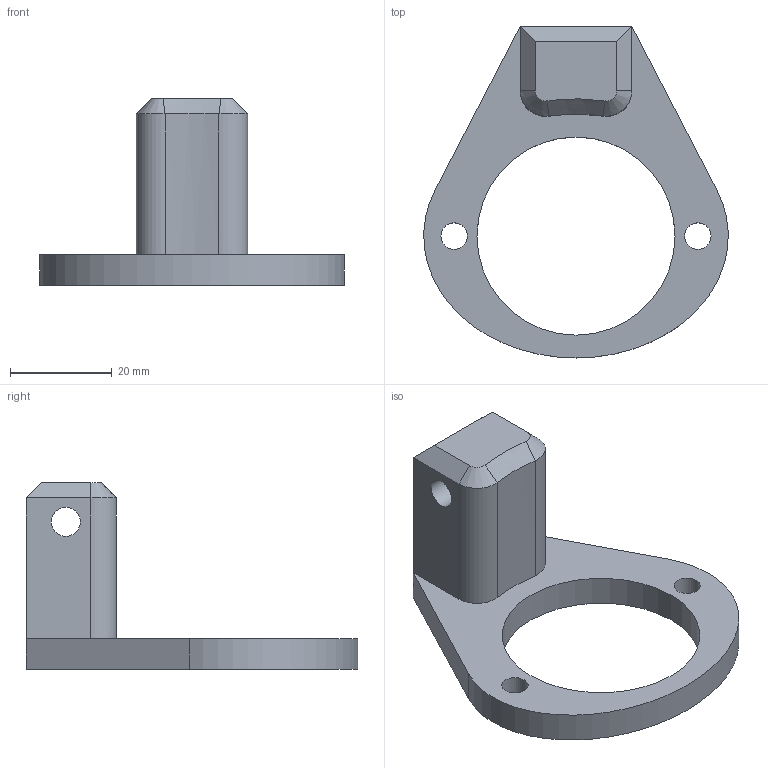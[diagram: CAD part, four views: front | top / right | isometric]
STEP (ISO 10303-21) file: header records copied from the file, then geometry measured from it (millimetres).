
FILE_DESCRIPTION(/* description */ (''),/* implementation_level */ '2;1');
FILE_NAME(/* name */ 'PulleyStand_04.step',/* time_stamp */ '2025-07-21T16:01:28-07:00',/* author */ (''),/* organization */ (''),/* preprocessor_version */ 'ST-DEVELOPER v20.1',/* originating_system */ 'Autodesk Translation Framework v14.10.0.0',/* authorisation */ '');
FILE_SCHEMA (('AUTOMOTIVE_DESIGN { 1 0 10303 214 3 1 1 }'));
Length unit declared in the file: millimetre
Products named in the file (2): PulleyStand_04; Stand
Assembly tree (1 placements, depth 2):
  PulleyStand_04
    Stand
Bounding box: 59.98 x 65.33 x 36.72 mm (x, y, z)
Volume: 20764.8 mm3; surface area: 7985.4 mm2
Topology: 1 solids, 1 shells, 22 faces, 52 edges, 32 vertices
Faces by surface type: plane 11, cylinder 6, bspline 3, cone 2
Full cylindrical faces by diameter (mm): 5.2 x2, 5.7 x1, 39 x1
Entity records: 729 total; most frequent: CARTESIAN_POINT 148, DIRECTION 111, ORIENTED_EDGE 104, EDGE_CURVE 52, AXIS2_PLACEMENT_3D 39, LINE 33, VECTOR 33, VERTEX_POINT 32
